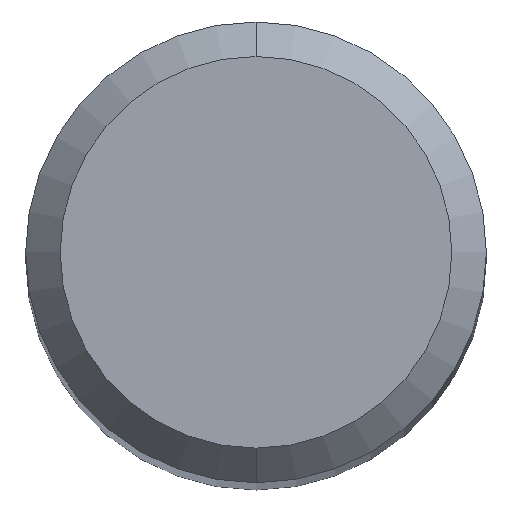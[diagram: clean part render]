
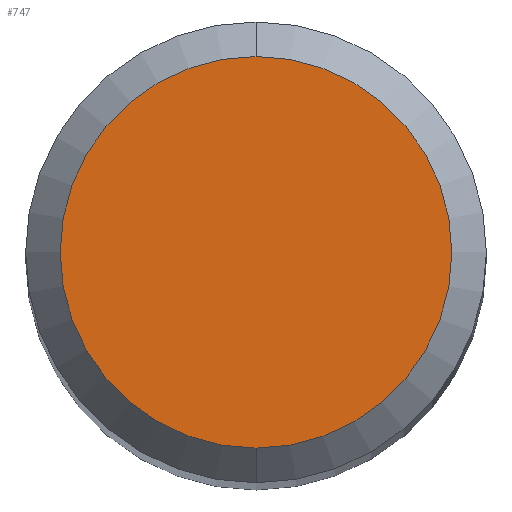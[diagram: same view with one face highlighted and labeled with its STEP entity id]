
A CAD part, top view. The second image highlights one B-rep face of the part: STEP entity #747.
In plain terms, the highlighted planar face has unit normal (0, 0, 1).
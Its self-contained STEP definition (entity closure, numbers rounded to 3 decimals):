
#449=EDGE_CURVE('',#873,#703,#1300,.T.);
#703=VERTEX_POINT('',#1571);
#747=ADVANCED_FACE('',(#1618),#1619,.T.);
#849=EDGE_CURVE('',#703,#873,#1734,.T.);
#873=VERTEX_POINT('',#1760);
#1300=CIRCLE('',#2218,1.7);
#1571=CARTESIAN_POINT('',(0.,-1.7,0.0));
#1618=FACE_OUTER_BOUND('',#3595,.T.);
#1619=PLANE('',#3596);
#1734=CIRCLE('',#4139,1.7);
#1760=CARTESIAN_POINT('',(0.0,1.7,0.0));
#2218=AXIS2_PLACEMENT_3D('',#6033,#6034,#6035);
#3595=EDGE_LOOP('',(#6318,#6319));
#3596=AXIS2_PLACEMENT_3D('',#6320,#6321,#6322);
#4139=AXIS2_PLACEMENT_3D('',#6481,#6482,#6483);
#6033=CARTESIAN_POINT('',(0.0,0.0,0.0));
#6034=DIRECTION('',(0.0,0.0,-1.0));
#6035=DIRECTION('',(0.0,1.0,0.0));
#6318=ORIENTED_EDGE('',*,*,#449,.F.);
#6319=ORIENTED_EDGE('',*,*,#849,.F.);
#6320=CARTESIAN_POINT('',(0.0,0.85,0.0));
#6321=DIRECTION('',(-0.0,0.0,1.0));
#6322=DIRECTION('',(0.0,-1.0,0.0));
#6481=CARTESIAN_POINT('',(0.0,0.0,0.0));
#6482=DIRECTION('',(0.0,0.0,-1.0));
#6483=DIRECTION('',(0.0,1.0,0.0));
